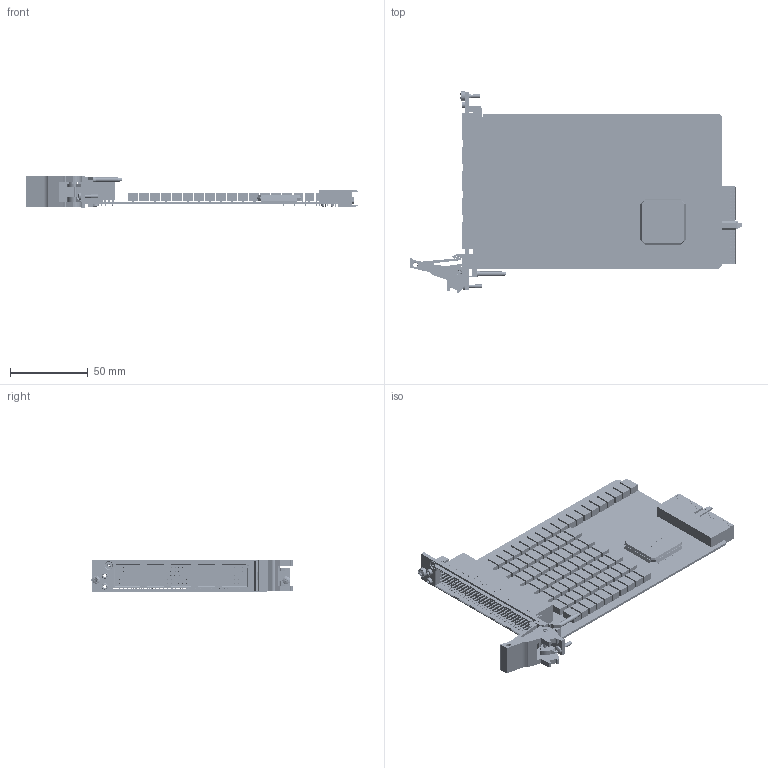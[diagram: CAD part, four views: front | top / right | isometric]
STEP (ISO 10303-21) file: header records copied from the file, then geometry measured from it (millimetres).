
FILE_DESCRIPTION (( 'STEP AP214' ), '1' );
FILE_NAME ('40-613-902 PXI Very High Density Versatile MUX.STEP', '2013-09-03T15:12:10', ( 'admin' ), ( '' ), 'SwSTEP 2.0', 'SolidWorks 2012', '' );
FILE_SCHEMA (( 'AUTOMOTIVE_DESIGN' ));
Length unit declared in the file: millimetre
Products named in the file (1): 40-613-902 PXI Very High Density Versatile MUX
Bounding box: 214.01 x 129.67 x 20 mm (x, y, z)
Surface area: 83614.6 mm2 (no closed solid volume)
Topology: 0 solids, 1257 shells, 5224 faces, 21533 edges, 16614 vertices
Faces by surface type: plane 4110, cylinder 1056, cone 27, bspline 20, torus 6, sphere 5
Full cylindrical faces by diameter (mm): 0.4 x632, 0.6 x155, 0.8 x26, 1.496 x2, 2 x6, 2.05 x3, 2.497 x1, 2.5 x5, 2.6 x1, 2.7 x1, 2.8 x1, 3 x3, 4 x2, 4.594 x1, 4.603 x1, 4.7 x1, 5 x5, 5.3 x1, 6 x1
Entity records: 277615 total; most frequent: CARTESIAN_POINT 49138, DIRECTION 34134, ORIENTED_EDGE 28091, EDGE_CURVE 20544, VECTOR 16542, LINE 16542, VERTEX_POINT 16496, AXIS2_PLACEMENT_3D 8796
